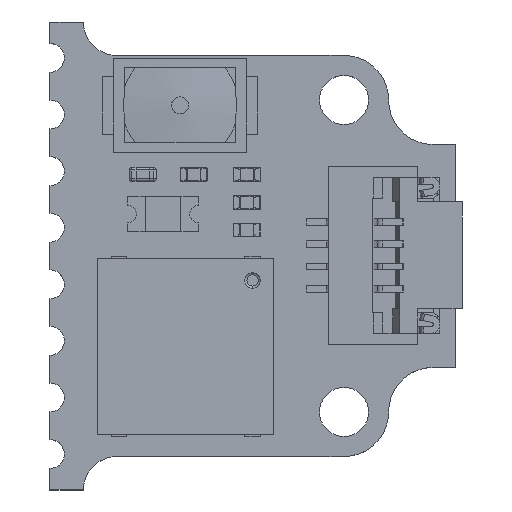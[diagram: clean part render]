
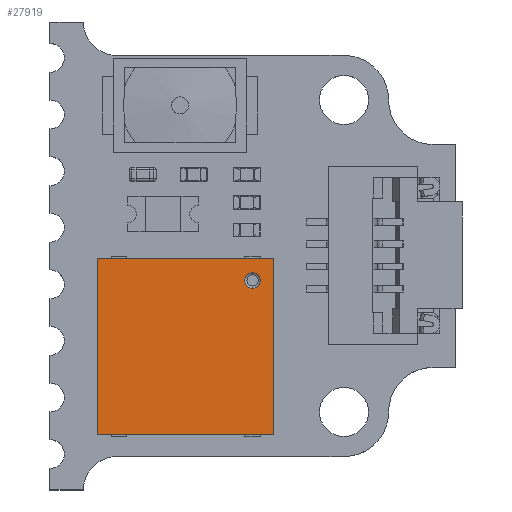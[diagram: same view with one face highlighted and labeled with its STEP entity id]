
A CAD part, top view. The second image highlights one B-rep face of the part: STEP entity #27919.
In plain terms, the highlighted face is planar.
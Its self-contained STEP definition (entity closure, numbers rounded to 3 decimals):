
#27493 = TOROIDAL_SURFACE('',#27494,0.125,0.05);
#27494 = AXIS2_PLACEMENT_3D('',#27495,#27496,#27497);
#27495 = CARTESIAN_POINT('',(-1.5,0.9,1.481));
#27496 = DIRECTION('',(0.,1.,0.));
#27497 = DIRECTION('',(0.,0.,1.));
#27520 = TOROIDAL_SURFACE('',#27521,0.125,0.05);
#27521 = AXIS2_PLACEMENT_3D('',#27522,#27523,#27524);
#27522 = CARTESIAN_POINT('',(-1.5,0.9,1.481));
#27523 = DIRECTION('',(0.,1.,0.));
#27524 = DIRECTION('',(0.,0.,1.));
#27536 = VERTEX_POINT('',#27537);
#27537 = CARTESIAN_POINT('',(-1.5,0.9,1.656));
#27559 = EDGE_CURVE('',#27560,#27536,#27562,.T.);
#27560 = VERTEX_POINT('',#27561);
#27561 = CARTESIAN_POINT('',(-1.5,0.9,1.306));
#27562 = SURFACE_CURVE('',#27563,(#27568,#27575),.PCURVE_S1.);
#27563 = CIRCLE('',#27564,0.175);
#27564 = AXIS2_PLACEMENT_3D('',#27565,#27566,#27567);
#27565 = CARTESIAN_POINT('',(-1.5,0.9,1.481));
#27566 = DIRECTION('',(0.,1.,0.));
#27567 = DIRECTION('',(0.,0.,1.));
#27568 = PCURVE('',#27520,#27569);
#27569 = DEFINITIONAL_REPRESENTATION('',(#27570),#27574);
#27570 = LINE('',#27571,#27572);
#27571 = CARTESIAN_POINT('',(0.,6.283));
#27572 = VECTOR('',#27573,1.);
#27573 = DIRECTION('',(1.,0.));
#27574 = ( GEOMETRIC_REPRESENTATION_CONTEXT(2) 
PARAMETRIC_REPRESENTATION_CONTEXT() REPRESENTATION_CONTEXT('2D SPACE',''
  ) );
#27575 = PCURVE('',#27576,#27581);
#27576 = PLANE('',#27577);
#27577 = AXIS2_PLACEMENT_3D('',#27578,#27579,#27580);
#27578 = CARTESIAN_POINT('',(0.,0.9,0.));
#27579 = DIRECTION('',(0.,1.,0.));
#27580 = DIRECTION('',(0.,0.,1.));
#27581 = DEFINITIONAL_REPRESENTATION('',(#27582),#27586);
#27582 = CIRCLE('',#27583,0.175);
#27583 = AXIS2_PLACEMENT_2D('',#27584,#27585);
#27584 = CARTESIAN_POINT('',(1.481,-1.5));
#27585 = DIRECTION('',(1.,0.));
#27586 = ( GEOMETRIC_REPRESENTATION_CONTEXT(2) 
PARAMETRIC_REPRESENTATION_CONTEXT() REPRESENTATION_CONTEXT('2D SPACE',''
  ) );
#27615 = VERTEX_POINT('',#27616);
#27616 = CARTESIAN_POINT('',(-1.975,0.9,-1.975));
#27625 = PLANE('',#27626);
#27626 = AXIS2_PLACEMENT_3D('',#27627,#27628,#27629);
#27627 = CARTESIAN_POINT('',(-1.975,0.9,1.975));
#27628 = DIRECTION('',(1.,0.,0.));
#27629 = DIRECTION('',(0.,0.,-1.));
#27637 = PLANE('',#27638);
#27638 = AXIS2_PLACEMENT_3D('',#27639,#27640,#27641);
#27639 = CARTESIAN_POINT('',(1.975,0.9,-1.975));
#27640 = DIRECTION('',(0.,0.,1.));
#27641 = DIRECTION('',(1.,0.,0.));
#27649 = EDGE_CURVE('',#27615,#27650,#27652,.T.);
#27650 = VERTEX_POINT('',#27651);
#27651 = CARTESIAN_POINT('',(-1.975,0.9,1.975));
#27652 = SURFACE_CURVE('',#27653,(#27657,#27664),.PCURVE_S1.);
#27653 = LINE('',#27654,#27655);
#27654 = CARTESIAN_POINT('',(-1.975,0.9,1.975));
#27655 = VECTOR('',#27656,1.);
#27656 = DIRECTION('',(0.,0.,1.));
#27657 = PCURVE('',#27625,#27658);
#27658 = DEFINITIONAL_REPRESENTATION('',(#27659),#27663);
#27659 = LINE('',#27660,#27661);
#27660 = CARTESIAN_POINT('',(0.,0.));
#27661 = VECTOR('',#27662,1.);
#27662 = DIRECTION('',(-1.,0.));
#27663 = ( GEOMETRIC_REPRESENTATION_CONTEXT(2) 
PARAMETRIC_REPRESENTATION_CONTEXT() REPRESENTATION_CONTEXT('2D SPACE',''
  ) );
#27664 = PCURVE('',#27576,#27665);
#27665 = DEFINITIONAL_REPRESENTATION('',(#27666),#27670);
#27666 = LINE('',#27667,#27668);
#27667 = CARTESIAN_POINT('',(1.975,-1.975));
#27668 = VECTOR('',#27669,1.);
#27669 = DIRECTION('',(1.,0.));
#27670 = ( GEOMETRIC_REPRESENTATION_CONTEXT(2) 
PARAMETRIC_REPRESENTATION_CONTEXT() REPRESENTATION_CONTEXT('2D SPACE',''
  ) );
#27688 = PLANE('',#27689);
#27689 = AXIS2_PLACEMENT_3D('',#27690,#27691,#27692);
#27690 = CARTESIAN_POINT('',(1.975,0.9,1.975));
#27691 = DIRECTION('',(0.,0.,-1.));
#27692 = DIRECTION('',(-1.,0.,0.));
#27730 = EDGE_CURVE('',#27650,#27731,#27733,.T.);
#27731 = VERTEX_POINT('',#27732);
#27732 = CARTESIAN_POINT('',(1.975,0.9,1.975));
#27733 = SURFACE_CURVE('',#27734,(#27738,#27745),.PCURVE_S1.);
#27734 = LINE('',#27735,#27736);
#27735 = CARTESIAN_POINT('',(1.975,0.9,1.975));
#27736 = VECTOR('',#27737,1.);
#27737 = DIRECTION('',(1.,0.,0.));
#27738 = PCURVE('',#27688,#27739);
#27739 = DEFINITIONAL_REPRESENTATION('',(#27740),#27744);
#27740 = LINE('',#27741,#27742);
#27741 = CARTESIAN_POINT('',(0.,0.));
#27742 = VECTOR('',#27743,1.);
#27743 = DIRECTION('',(-1.,0.));
#27744 = ( GEOMETRIC_REPRESENTATION_CONTEXT(2) 
PARAMETRIC_REPRESENTATION_CONTEXT() REPRESENTATION_CONTEXT('2D SPACE',''
  ) );
#27745 = PCURVE('',#27576,#27746);
#27746 = DEFINITIONAL_REPRESENTATION('',(#27747),#27751);
#27747 = LINE('',#27748,#27749);
#27748 = CARTESIAN_POINT('',(1.975,1.975));
#27749 = VECTOR('',#27750,1.);
#27750 = DIRECTION('',(0.,1.));
#27751 = ( GEOMETRIC_REPRESENTATION_CONTEXT(2) 
PARAMETRIC_REPRESENTATION_CONTEXT() REPRESENTATION_CONTEXT('2D SPACE',''
  ) );
#27769 = PLANE('',#27770);
#27770 = AXIS2_PLACEMENT_3D('',#27771,#27772,#27773);
#27771 = CARTESIAN_POINT('',(1.975,0.9,1.975));
#27772 = DIRECTION('',(-1.,0.,0.));
#27773 = DIRECTION('',(0.,0.,1.));
#27806 = EDGE_CURVE('',#27731,#27807,#27809,.T.);
#27807 = VERTEX_POINT('',#27808);
#27808 = CARTESIAN_POINT('',(1.975,0.9,-1.975));
#27809 = SURFACE_CURVE('',#27810,(#27814,#27821),.PCURVE_S1.);
#27810 = LINE('',#27811,#27812);
#27811 = CARTESIAN_POINT('',(1.975,0.9,1.975));
#27812 = VECTOR('',#27813,1.);
#27813 = DIRECTION('',(0.,0.,-1.));
#27814 = PCURVE('',#27769,#27815);
#27815 = DEFINITIONAL_REPRESENTATION('',(#27816),#27820);
#27816 = LINE('',#27817,#27818);
#27817 = CARTESIAN_POINT('',(0.,0.));
#27818 = VECTOR('',#27819,1.);
#27819 = DIRECTION('',(-1.,0.));
#27820 = ( GEOMETRIC_REPRESENTATION_CONTEXT(2) 
PARAMETRIC_REPRESENTATION_CONTEXT() REPRESENTATION_CONTEXT('2D SPACE',''
  ) );
#27821 = PCURVE('',#27576,#27822);
#27822 = DEFINITIONAL_REPRESENTATION('',(#27823),#27827);
#27823 = LINE('',#27824,#27825);
#27824 = CARTESIAN_POINT('',(1.975,1.975));
#27825 = VECTOR('',#27826,1.);
#27826 = DIRECTION('',(-1.,0.));
#27827 = ( GEOMETRIC_REPRESENTATION_CONTEXT(2) 
PARAMETRIC_REPRESENTATION_CONTEXT() REPRESENTATION_CONTEXT('2D SPACE',''
  ) );
#27898 = EDGE_CURVE('',#27807,#27615,#27899,.T.);
#27899 = SURFACE_CURVE('',#27900,(#27904,#27911),.PCURVE_S1.);
#27900 = LINE('',#27901,#27902);
#27901 = CARTESIAN_POINT('',(1.975,0.9,-1.975));
#27902 = VECTOR('',#27903,1.);
#27903 = DIRECTION('',(-1.,0.,0.));
#27904 = PCURVE('',#27637,#27905);
#27905 = DEFINITIONAL_REPRESENTATION('',(#27906),#27910);
#27906 = LINE('',#27907,#27908);
#27907 = CARTESIAN_POINT('',(0.,0.));
#27908 = VECTOR('',#27909,1.);
#27909 = DIRECTION('',(-1.,0.));
#27910 = ( GEOMETRIC_REPRESENTATION_CONTEXT(2) 
PARAMETRIC_REPRESENTATION_CONTEXT() REPRESENTATION_CONTEXT('2D SPACE',''
  ) );
#27911 = PCURVE('',#27576,#27912);
#27912 = DEFINITIONAL_REPRESENTATION('',(#27913),#27917);
#27913 = LINE('',#27914,#27915);
#27914 = CARTESIAN_POINT('',(-1.975,1.975));
#27915 = VECTOR('',#27916,1.);
#27916 = DIRECTION('',(0.,-1.));
#27917 = ( GEOMETRIC_REPRESENTATION_CONTEXT(2) 
PARAMETRIC_REPRESENTATION_CONTEXT() REPRESENTATION_CONTEXT('2D SPACE',''
  ) );
#27919 = ADVANCED_FACE('',(#27920,#27945),#27576,.T.);
#27920 = FACE_BOUND('',#27921,.T.);
#27921 = EDGE_LOOP('',(#27922,#27944));
#27922 = ORIENTED_EDGE('',*,*,#27923,.F.);
#27923 = EDGE_CURVE('',#27536,#27560,#27924,.T.);
#27924 = SURFACE_CURVE('',#27925,(#27930,#27937),.PCURVE_S1.);
#27925 = CIRCLE('',#27926,0.175);
#27926 = AXIS2_PLACEMENT_3D('',#27927,#27928,#27929);
#27927 = CARTESIAN_POINT('',(-1.5,0.9,1.481));
#27928 = DIRECTION('',(0.,1.,0.));
#27929 = DIRECTION('',(0.,0.,1.));
#27930 = PCURVE('',#27576,#27931);
#27931 = DEFINITIONAL_REPRESENTATION('',(#27932),#27936);
#27932 = CIRCLE('',#27933,0.175);
#27933 = AXIS2_PLACEMENT_2D('',#27934,#27935);
#27934 = CARTESIAN_POINT('',(1.481,-1.5));
#27935 = DIRECTION('',(1.,0.));
#27936 = ( GEOMETRIC_REPRESENTATION_CONTEXT(2) 
PARAMETRIC_REPRESENTATION_CONTEXT() REPRESENTATION_CONTEXT('2D SPACE',''
  ) );
#27937 = PCURVE('',#27493,#27938);
#27938 = DEFINITIONAL_REPRESENTATION('',(#27939),#27943);
#27939 = LINE('',#27940,#27941);
#27940 = CARTESIAN_POINT('',(0.,6.283));
#27941 = VECTOR('',#27942,1.);
#27942 = DIRECTION('',(1.,0.));
#27943 = ( GEOMETRIC_REPRESENTATION_CONTEXT(2) 
PARAMETRIC_REPRESENTATION_CONTEXT() REPRESENTATION_CONTEXT('2D SPACE',''
  ) );
#27944 = ORIENTED_EDGE('',*,*,#27559,.F.);
#27945 = FACE_BOUND('',#27946,.T.);
#27946 = EDGE_LOOP('',(#27947,#27948,#27949,#27950));
#27947 = ORIENTED_EDGE('',*,*,#27649,.T.);
#27948 = ORIENTED_EDGE('',*,*,#27730,.T.);
#27949 = ORIENTED_EDGE('',*,*,#27806,.T.);
#27950 = ORIENTED_EDGE('',*,*,#27898,.T.);
